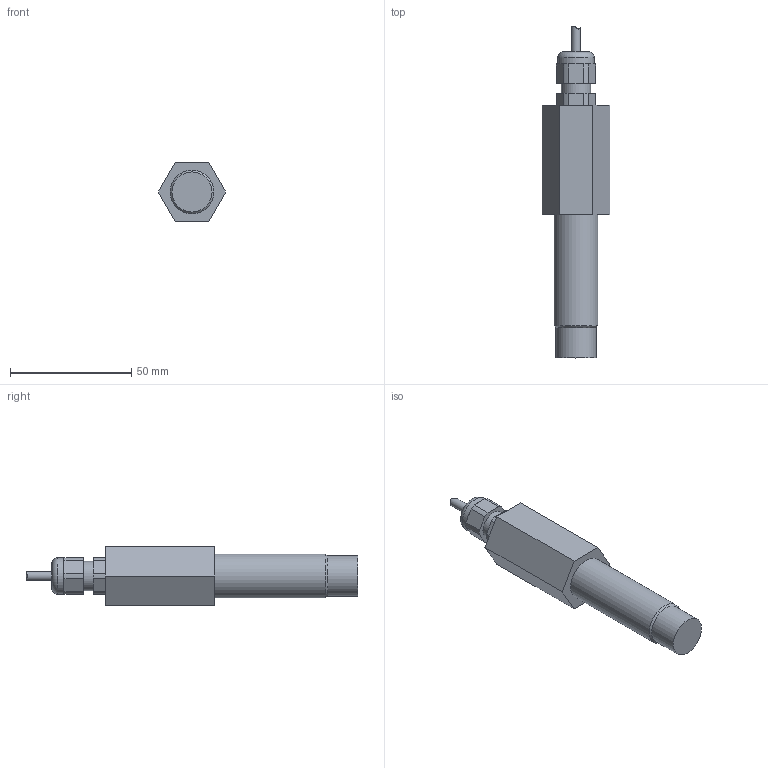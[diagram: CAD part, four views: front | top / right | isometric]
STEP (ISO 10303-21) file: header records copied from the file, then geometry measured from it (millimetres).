
FILE_DESCRIPTION(/* description */ (''),/* implementation_level */ '2;1');
FILE_NAME(/* name */ '803666_Shrinkwrap_1.stp',/* time_stamp */ '2021-12-21T13:29:50+01:00',/* author */ ('Krieger Anja'),/* organization */ (''),/* preprocessor_version */ 'ST-DEVELOPER v18.1',/* originating_system */ 'Autodesk Inventor 2021',/* authorisation */ '');
FILE_SCHEMA (('AUTOMOTIVE_DESIGN { 1 0 10303 214 3 1 1 }'));
Length unit declared in the file: millimetre
Products named in the file (1): 803666_Shrinkwrap_1
Bounding box: 27.71 x 136.62 x 24 mm (x, y, z)
Volume: 20554.1 mm3; surface area: 15490.4 mm2
Topology: 2 solids, 2 shells, 63 faces, 147 edges, 96 vertices
Faces by surface type: plane 35, cylinder 23, cone 3, torus 2
Full cylindrical faces by diameter (mm): 3.7 x1, 6.6 x1, 12 x1, 15 x1, 15.2 x2, 16.5 x1, 18 x2
Entity records: 2010 total; most frequent: CARTESIAN_POINT 375, DIRECTION 329, ORIENTED_EDGE 294, EDGE_CURVE 147, AXIS2_PLACEMENT_3D 122, VERTEX_POINT 96, LINE 85, VECTOR 85
